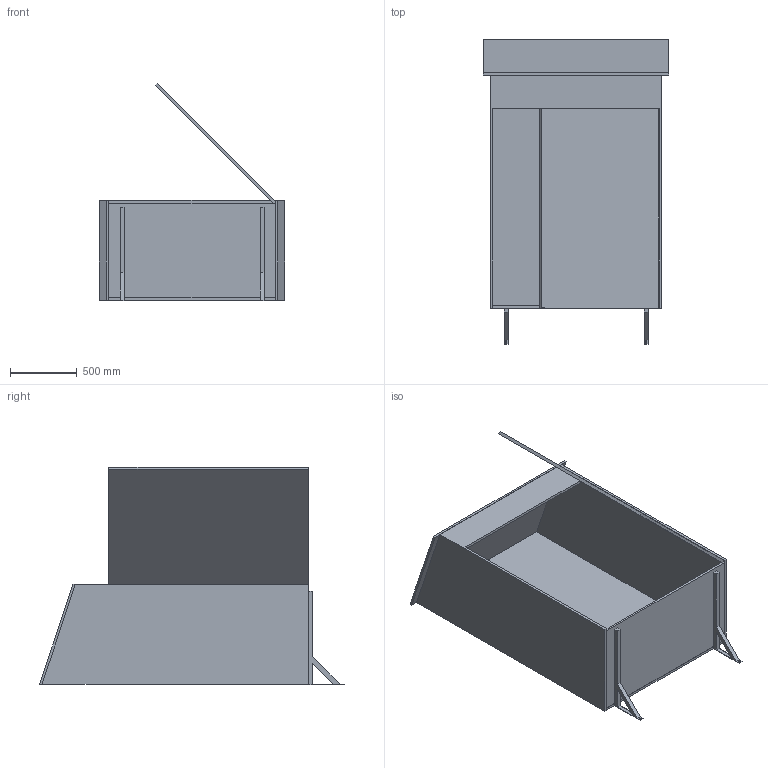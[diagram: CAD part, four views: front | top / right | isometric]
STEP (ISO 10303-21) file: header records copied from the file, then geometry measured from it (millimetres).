
FILE_DESCRIPTION(/* description */ (''),/* implementation_level */ '2;1');
FILE_NAME(/* name */ 'electronics v4.step',/* time_stamp */ '2021-07-06T20:03:13+01:00',/* author */ (''),/* organization */ (''),/* preprocessor_version */ 'ST-DEVELOPER v18.1',/* originating_system */ 'Autodesk Translation Framework v10.9.0.1377',/* authorisation */ '');
FILE_SCHEMA (('AUTOMOTIVE_DESIGN { 1 0 10303 214 3 1 1 }'));
Length unit declared in the file: millimetre
Products named in the file (2): electronics; Component1
Assembly tree (1 placements, depth 2):
  electronics
    Component1
Bounding box: 1390 x 2288.65 x 1632.64 mm (x, y, z)
Volume: 181136154.8 mm3; surface area: 19842843.3 mm2
Topology: 7 solids, 7 shells, 70 faces, 166 edges, 110 vertices
Faces by surface type: plane 66, cylinder 4
Full cylindrical faces by diameter (mm): 10 x4
Entity records: 2055 total; most frequent: CARTESIAN_POINT 349, ORIENTED_EDGE 332, DIRECTION 320, EDGE_CURVE 166, LINE 158, VECTOR 158, VERTEX_POINT 110, EDGE_LOOP 82
